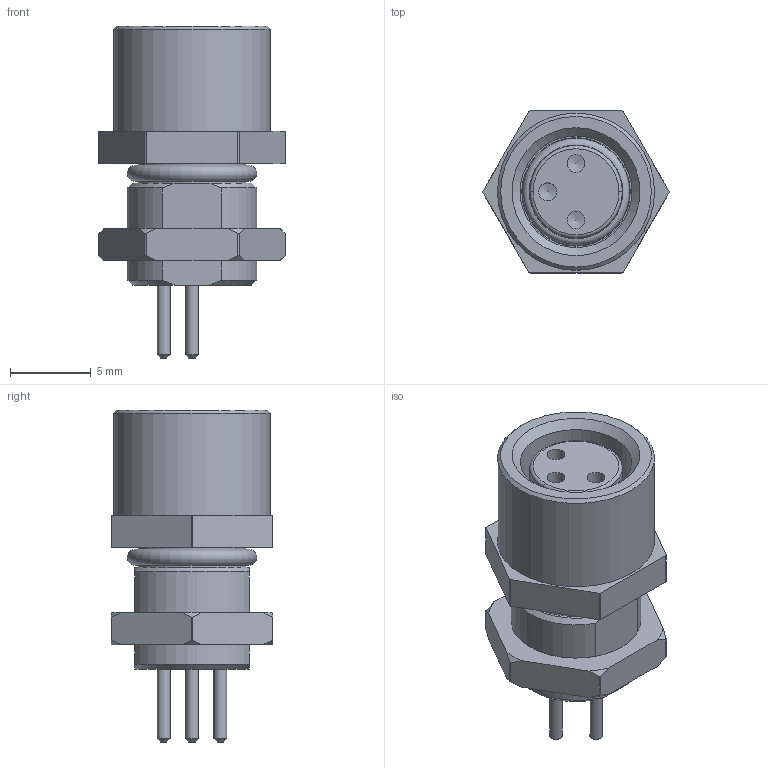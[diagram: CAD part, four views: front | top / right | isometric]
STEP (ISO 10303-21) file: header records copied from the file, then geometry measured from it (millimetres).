
FILE_DESCRIPTION(/* description */ (''),/* implementation_level */ '2;1');
FILE_NAME(/* name */ 'FSK32-P-M8.stp',/* time_stamp */ '2018-06-13T09:01:45+08:00',/* author */ (''),/* organization */ (''),/* preprocessor_version */ 'ST-DEVELOPER v14',/* originating_system */ 'SIEMENS PLM Software NX 8.0',/* authorisation */ '');
FILE_SCHEMA (('AUTOMOTIVE_DESIGN { 1 0 10303 214 3 1 1 1 }'));
Length unit declared in the file: millimetre
Products named in the file (1): DELL141436878l49
Bounding box: 11.5 x 10 x 20.5 mm (x, y, z)
Volume: 951.9 mm3; surface area: 1228.1 mm2
Topology: 1 solids, 3 shells, 147 faces, 375 edges, 243 vertices
Faces by surface type: plane 57, cylinder 43, cone 37, torus 10
Full cylindrical faces by diameter (mm): 0.8 x3, 1.1 x6, 1.6 x3, 6 x1, 6.7 x2, 6.9 x1, 8.5 x1, 9.7 x1
Entity records: 4339 total; most frequent: CARTESIAN_POINT 922, DIRECTION 721, ORIENTED_EDGE 656, EDGE_CURVE 328, AXIS2_PLACEMENT_3D 297, VERTEX_POINT 230, EDGE_LOOP 195, CIRCLE 149
